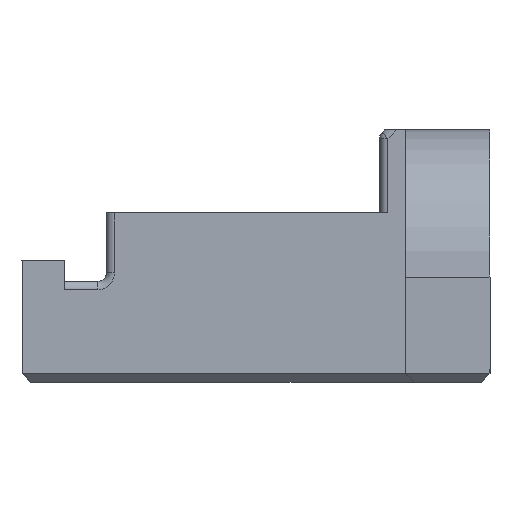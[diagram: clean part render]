
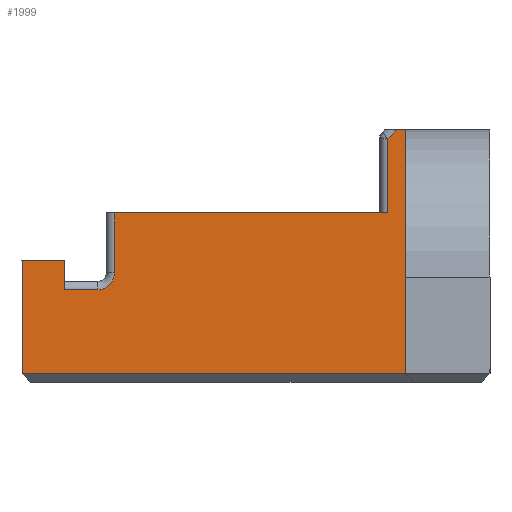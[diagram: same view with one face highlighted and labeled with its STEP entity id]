
A CAD part, left-side view. The second image highlights one B-rep face of the part: STEP entity #1999.
In plain terms, the highlighted planar face has unit normal (-1, 0, 0).
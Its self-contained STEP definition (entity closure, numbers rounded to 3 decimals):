
#138=FACE_OUTER_BOUND('',#245,.T.);
#245=EDGE_LOOP('',(#1763,#1764,#1765,#1766,#1767,#1768,#1769,#1770,#1771,
#1772,#1773,#1774));
#281=CIRCLE('',#2131,0.8);
#480=LINE('',#3122,#729);
#499=LINE('',#3169,#748);
#504=LINE('',#3181,#753);
#505=LINE('',#3184,#754);
#517=LINE('',#3224,#766);
#522=LINE('',#3232,#771);
#526=LINE('',#3241,#775);
#527=LINE('',#3244,#776);
#528=LINE('',#3246,#777);
#529=LINE('',#3247,#778);
#530=LINE('',#3248,#779);
#729=VECTOR('',#2541,10.);
#748=VECTOR('',#2580,10.);
#753=VECTOR('',#2591,10.);
#754=VECTOR('',#2594,10.);
#766=VECTOR('',#2642,10.);
#771=VECTOR('',#2651,10.);
#775=VECTOR('',#2665,10.);
#776=VECTOR('',#2668,10.);
#777=VECTOR('',#2669,10.);
#778=VECTOR('',#2670,10.);
#779=VECTOR('',#2671,10.);
#915=VERTEX_POINT('',#3085);
#928=VERTEX_POINT('',#3119);
#929=VERTEX_POINT('',#3121);
#946=VERTEX_POINT('',#3166);
#947=VERTEX_POINT('',#3168);
#951=VERTEX_POINT('',#3179);
#952=VERTEX_POINT('',#3183);
#955=VERTEX_POINT('',#3191);
#962=VERTEX_POINT('',#3222);
#963=VERTEX_POINT('',#3227);
#964=VERTEX_POINT('',#3243);
#965=VERTEX_POINT('',#3245);
#1181=EDGE_CURVE('',#928,#929,#480,.T.);
#1204=EDGE_CURVE('',#947,#946,#499,.T.);
#1211=EDGE_CURVE('',#951,#946,#504,.T.);
#1212=EDGE_CURVE('',#947,#952,#505,.T.);
#1217=EDGE_CURVE('',#955,#951,#281,.T.);
#1232=EDGE_CURVE('',#962,#955,#517,.T.);
#1237=EDGE_CURVE('',#963,#915,#522,.T.);
#1241=EDGE_CURVE('',#952,#928,#526,.T.);
#1242=EDGE_CURVE('',#962,#964,#527,.T.);
#1243=EDGE_CURVE('',#964,#965,#528,.T.);
#1244=EDGE_CURVE('',#965,#915,#529,.T.);
#1245=EDGE_CURVE('',#929,#963,#530,.T.);
#1763=ORIENTED_EDGE('',*,*,#1181,.F.);
#1764=ORIENTED_EDGE('',*,*,#1241,.F.);
#1765=ORIENTED_EDGE('',*,*,#1212,.F.);
#1766=ORIENTED_EDGE('',*,*,#1204,.T.);
#1767=ORIENTED_EDGE('',*,*,#1211,.F.);
#1768=ORIENTED_EDGE('',*,*,#1217,.F.);
#1769=ORIENTED_EDGE('',*,*,#1232,.F.);
#1770=ORIENTED_EDGE('',*,*,#1242,.T.);
#1771=ORIENTED_EDGE('',*,*,#1243,.T.);
#1772=ORIENTED_EDGE('',*,*,#1244,.T.);
#1773=ORIENTED_EDGE('',*,*,#1237,.F.);
#1774=ORIENTED_EDGE('',*,*,#1245,.F.);
#1895=PLANE('',#2152);
#1999=ADVANCED_FACE('',(#138),#1895,.T.);
#2131=AXIS2_PLACEMENT_3D('',#3193,#2604,#2605);
#2152=AXIS2_PLACEMENT_3D('',#3242,#2666,#2667);
#2541=DIRECTION('',(0.,-1.,0.));
#2580=DIRECTION('',(0.,1.,0.));
#2591=DIRECTION('',(0.,0.,1.));
#2594=DIRECTION('',(0.,0.,1.));
#2604=DIRECTION('center_axis',(-1.,0.,0.));
#2605=DIRECTION('ref_axis',(0.,-0.707,-0.707));
#2642=DIRECTION('',(0.,-1.,0.));
#2651=DIRECTION('',(0.,1.,0.));
#2665=DIRECTION('',(0.,-0.707,0.707));
#2666=DIRECTION('center_axis',(-1.,0.,0.));
#2667=DIRECTION('ref_axis',(0.,-1.,0.));
#2668=DIRECTION('',(0.,0.,1.));
#2669=DIRECTION('',(0.,1.,0.));
#2670=DIRECTION('',(0.,0.,-1.));
#2671=DIRECTION('',(0.,0.,-1.));
#3085=CARTESIAN_POINT('',(9.6,21.85,0.4));
#3119=CARTESIAN_POINT('',(9.6,4.034,12.));
#3121=CARTESIAN_POINT('',(9.6,3.6,12.));
#3122=CARTESIAN_POINT('',(9.6,10.724,12.));
#3166=CARTESIAN_POINT('',(9.6,17.45,8.05));
#3168=CARTESIAN_POINT('',(9.6,4.45,8.05));
#3169=CARTESIAN_POINT('',(9.6,4.229,8.05));
#3179=CARTESIAN_POINT('',(9.6,17.45,5.2));
#3181=CARTESIAN_POINT('',(9.6,17.45,7.05));
#3183=CARTESIAN_POINT('',(9.6,4.45,11.584));
#3184=CARTESIAN_POINT('',(9.6,4.45,8.05));
#3191=CARTESIAN_POINT('',(9.6,18.25,4.4));
#3193=CARTESIAN_POINT('Origin',(9.6,18.25,5.2));
#3222=CARTESIAN_POINT('',(9.6,19.85,4.4));
#3224=CARTESIAN_POINT('',(9.6,2.229,4.4));
#3227=CARTESIAN_POINT('',(9.6,3.6,0.4));
#3232=CARTESIAN_POINT('',(9.6,7.657,0.4));
#3241=CARTESIAN_POINT('',(9.6,4.369,11.665));
#3242=CARTESIAN_POINT('Origin',(9.6,10.722,7.5));
#3243=CARTESIAN_POINT('',(9.6,19.85,5.8));
#3244=CARTESIAN_POINT('',(9.6,19.85,7.1));
#3245=CARTESIAN_POINT('',(9.6,21.85,5.8));
#3246=CARTESIAN_POINT('',(9.6,11.134,5.8));
#3247=CARTESIAN_POINT('',(9.6,21.85,7.1));
#3248=CARTESIAN_POINT('',(9.6,3.6,11.75));
